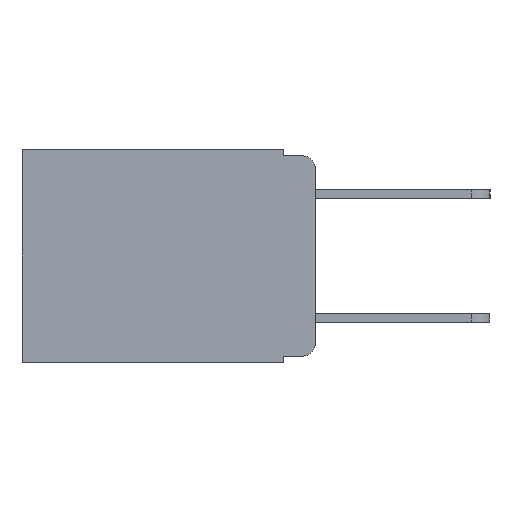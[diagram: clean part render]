
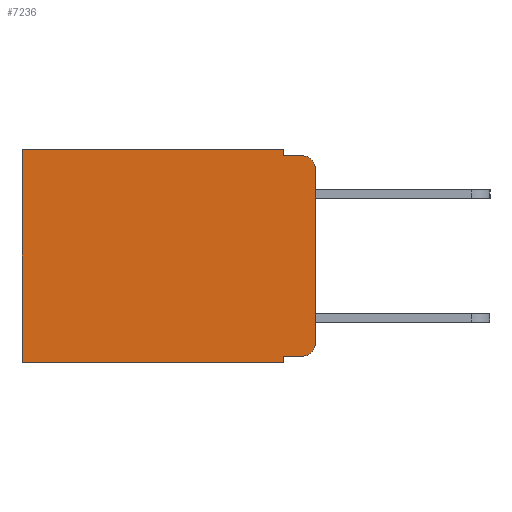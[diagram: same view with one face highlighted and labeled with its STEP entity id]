
A CAD part, left-side view. The second image highlights one B-rep face of the part: STEP entity #7236.
In plain terms, the highlighted planar face has unit normal (-1, 0, 0).
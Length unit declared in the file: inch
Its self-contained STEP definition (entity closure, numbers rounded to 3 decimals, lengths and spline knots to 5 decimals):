
#92 = EDGE_CURVE ( 'NONE', #11615, #8124, #4437, .T. ) ;
#237 = VERTEX_POINT ( 'NONE', #8307 ) ;
#262 = ORIENTED_EDGE ( 'NONE', *, *, #11159, .T. ) ;
#304 = ORIENTED_EDGE ( 'NONE', *, *, #7334, .F. ) ;
#331 = DIRECTION ( 'NONE',  ( 0., -1., 0. ) ) ;
#443 = CARTESIAN_POINT ( 'NONE',  ( 0.298, 0., 0. ) ) ;
#509 = ORIENTED_EDGE ( 'NONE', *, *, #11946, .F. ) ;
#868 = VERTEX_POINT ( 'NONE', #8593 ) ;
#952 = CARTESIAN_POINT ( 'NONE',  ( 0.298, 0.02, -0.313 ) ) ;
#1111 = DIRECTION ( 'NONE',  ( 0., 0., -1. ) ) ;
#1159 = ORIENTED_EDGE ( 'NONE', *, *, #5865, .T. ) ;
#1345 = CARTESIAN_POINT ( 'NONE',  ( 0.298, 0.473, 0. ) ) ;
#1659 = AXIS2_PLACEMENT_3D ( 'NONE', #952, #6088, #3138 ) ;
#2019 = CARTESIAN_POINT ( 'NONE',  ( 0.298, 0., -0.03 ) ) ;
#2204 = DIRECTION ( 'NONE',  ( 0., 0., -1. ) ) ;
#2244 = DIRECTION ( 'NONE',  ( 0., -1., 0. ) ) ;
#2251 = VECTOR ( 'NONE', #7201, 39.37008 ) ;
#2314 = VECTOR ( 'NONE', #3117, 39.37008 ) ;
#2331 = EDGE_CURVE ( 'NONE', #10032, #8124, #5010, .T. ) ;
#2771 = CARTESIAN_POINT ( 'NONE',  ( 0.298, 0.051, 0. ) ) ;
#2895 = EDGE_LOOP ( 'NONE', ( #304, #262, #6090, #509, #3392, #3838, #3736, #3758, #1159, #3004 ) ) ;
#3004 = ORIENTED_EDGE ( 'NONE', *, *, #4718, .T. ) ;
#3054 = VERTEX_POINT ( 'NONE', #6906 ) ;
#3117 = DIRECTION ( 'NONE',  ( 0., 1., 0. ) ) ;
#3138 = DIRECTION ( 'NONE',  ( 0., 0., -1. ) ) ;
#3330 = CARTESIAN_POINT ( 'NONE',  ( 0.298, 0.02, -0.03 ) ) ;
#3392 = ORIENTED_EDGE ( 'NONE', *, *, #11332, .T. ) ;
#3429 = DIRECTION ( 'NONE',  ( 0., 0., -1. ) ) ;
#3626 = CARTESIAN_POINT ( 'NONE',  ( 0.298, 0.051, -0.343 ) ) ;
#3736 = ORIENTED_EDGE ( 'NONE', *, *, #2331, .F. ) ;
#3758 = ORIENTED_EDGE ( 'NONE', *, *, #5389, .F. ) ;
#3805 = DIRECTION ( 'NONE',  ( 0., 0., -1. ) ) ;
#3838 = ORIENTED_EDGE ( 'NONE', *, *, #92, .T. ) ;
#4149 = CIRCLE ( 'NONE', #1659, 0.02 ) ;
#4401 = CARTESIAN_POINT ( 'NONE',  ( 0.298, 0., -0.343 ) ) ;
#4437 = LINE ( 'NONE', #1345, #9360 ) ;
#4718 = EDGE_CURVE ( 'NONE', #868, #6156, #4149, .T. ) ;
#4985 = PLANE ( 'NONE',  #10125 ) ;
#5010 = LINE ( 'NONE', #4401, #2314 ) ;
#5030 = CARTESIAN_POINT ( 'NONE',  ( 0.298, 0.051, -0.01 ) ) ;
#5299 = LINE ( 'NONE', #11030, #7482 ) ;
#5352 = AXIS2_PLACEMENT_3D ( 'NONE', #3330, #9870, #2204 ) ;
#5389 = EDGE_CURVE ( 'NONE', #237, #10032, #6570, .T. ) ;
#5865 = EDGE_CURVE ( 'NONE', #237, #868, #7742, .T. ) ;
#6088 = DIRECTION ( 'NONE',  ( -1., 0., 0. ) ) ;
#6090 = ORIENTED_EDGE ( 'NONE', *, *, #7247, .F. ) ;
#6156 = VERTEX_POINT ( 'NONE', #9697 ) ;
#6570 = LINE ( 'NONE', #8960, #7148 ) ;
#6642 = CARTESIAN_POINT ( 'NONE',  ( 0.298, 0.473, -0.343 ) ) ;
#6906 = CARTESIAN_POINT ( 'NONE',  ( 0.298, 0.051, 0. ) ) ;
#7148 = VECTOR ( 'NONE', #3429, 39.37008 ) ;
#7201 = DIRECTION ( 'NONE',  ( 0., 0., -1. ) ) ;
#7236 = ADVANCED_FACE ( 'NONE', ( #11348 ), #4985, .F. ) ;
#7247 = EDGE_CURVE ( 'NONE', #7346, #11486, #11093, .T. ) ;
#7334 = EDGE_CURVE ( 'NONE', #9461, #6156, #11952, .T. ) ;
#7346 = VERTEX_POINT ( 'NONE', #10405 ) ;
#7482 = VECTOR ( 'NONE', #11797, 39.37008 ) ;
#7742 = LINE ( 'NONE', #10656, #11931 ) ;
#8124 = VERTEX_POINT ( 'NONE', #6642 ) ;
#8307 = CARTESIAN_POINT ( 'NONE',  ( 0.298, 0.051, -0.333 ) ) ;
#8593 = CARTESIAN_POINT ( 'NONE',  ( 0.298, 0.02, -0.333 ) ) ;
#8873 = VECTOR ( 'NONE', #331, 39.37008 ) ;
#8960 = CARTESIAN_POINT ( 'NONE',  ( 0.298, 0.051, 0. ) ) ;
#9360 = VECTOR ( 'NONE', #1111, 39.37008 ) ;
#9461 = VERTEX_POINT ( 'NONE', #2019 ) ;
#9589 = DIRECTION ( 'NONE',  ( 0., 0., -1. ) ) ;
#9649 = CARTESIAN_POINT ( 'NONE',  ( 0.298, 0.473, 0. ) ) ;
#9697 = CARTESIAN_POINT ( 'NONE',  ( 0.298, 0., -0.313 ) ) ;
#9760 = CARTESIAN_POINT ( 'NONE',  ( 0.298, 0.02, -0.01 ) ) ;
#9870 = DIRECTION ( 'NONE',  ( -1., 0., 0. ) ) ;
#10032 = VERTEX_POINT ( 'NONE', #3626 ) ;
#10110 = VECTOR ( 'NONE', #3805, 39.37008 ) ;
#10125 = AXIS2_PLACEMENT_3D ( 'NONE', #443, #11575, #9589 ) ;
#10178 = CARTESIAN_POINT ( 'NONE',  ( 0.298, 0., 0. ) ) ;
#10357 = LINE ( 'NONE', #2771, #10110 ) ;
#10405 = CARTESIAN_POINT ( 'NONE',  ( 0.298, 0.051, -0.01 ) ) ;
#10656 = CARTESIAN_POINT ( 'NONE',  ( 0.298, 0.051, -0.333 ) ) ;
#11030 = CARTESIAN_POINT ( 'NONE',  ( 0.298, 0., 0. ) ) ;
#11093 = LINE ( 'NONE', #5030, #8873 ) ;
#11159 = EDGE_CURVE ( 'NONE', #9461, #11486, #11362, .T. ) ;
#11332 = EDGE_CURVE ( 'NONE', #3054, #11615, #5299, .T. ) ;
#11348 = FACE_OUTER_BOUND ( 'NONE', #2895, .T. ) ;
#11362 = CIRCLE ( 'NONE', #5352, 0.02 ) ;
#11486 = VERTEX_POINT ( 'NONE', #9760 ) ;
#11575 = DIRECTION ( 'NONE',  ( 1., 0., 0. ) ) ;
#11615 = VERTEX_POINT ( 'NONE', #9649 ) ;
#11797 = DIRECTION ( 'NONE',  ( 0., 1., 0. ) ) ;
#11931 = VECTOR ( 'NONE', #2244, 39.37008 ) ;
#11946 = EDGE_CURVE ( 'NONE', #3054, #7346, #10357, .T. ) ;
#11952 = LINE ( 'NONE', #10178, #2251 ) ;
